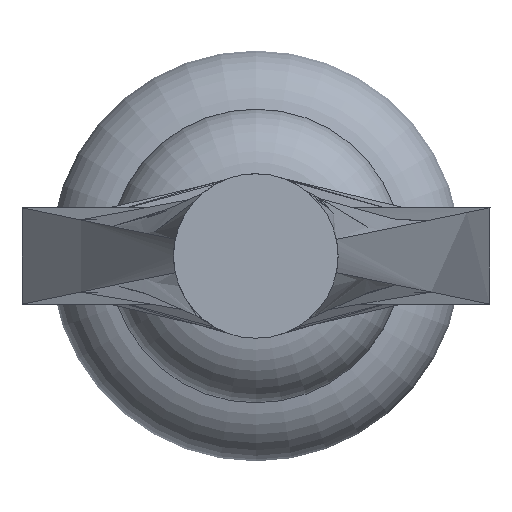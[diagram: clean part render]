
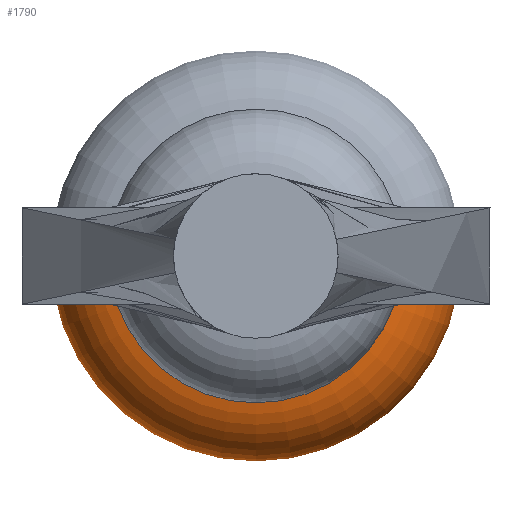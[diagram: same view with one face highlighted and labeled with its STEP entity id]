
A CAD part, front view. The second image highlights one B-rep face of the part: STEP entity #1790.
In plain terms, the highlighted toroidal (fillet/blend) face has major radius 11.5 mm and minor radius 6 mm.
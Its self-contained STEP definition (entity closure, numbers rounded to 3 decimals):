
#76 = ORIENTED_EDGE ( 'NONE', *, *, #8821, .F. ) ;
#156 = DIRECTION ( 'NONE',  ( 0., 0., 1. ) ) ;
#395 = CARTESIAN_POINT ( 'NONE',  ( 12.5, -200.916, 0. ) ) ;
#428 = AXIS2_PLACEMENT_3D ( 'NONE', #6853, #592, #549 ) ;
#488 = EDGE_CURVE ( 'NONE', #7805, #2155, #3580, .T. ) ;
#548 = DIRECTION ( 'NONE',  ( 0., 1., 0. ) ) ;
#549 = DIRECTION ( 'NONE',  ( -1., 0., 0. ) ) ;
#592 = DIRECTION ( 'NONE',  ( 0., 0., -1. ) ) ;
#1444 = DIRECTION ( 'NONE',  ( -1., 0., 0. ) ) ;
#1790 = ADVANCED_FACE ( 'NONE', ( #6671 ), #2589, .T. ) ;
#2042 = AXIS2_PLACEMENT_3D ( 'NONE', #6517, #7392, #3870 ) ;
#2155 = VERTEX_POINT ( 'NONE', #7850 ) ;
#2202 = ORIENTED_EDGE ( 'NONE', *, *, #7621, .T. ) ;
#2589 = TOROIDAL_SURFACE ( 'NONE', #7976, 11.5, 6. ) ;
#2901 = VERTEX_POINT ( 'NONE', #6187 ) ;
#3165 = VERTEX_POINT ( 'NONE', #395 ) ;
#3580 = CIRCLE ( 'NONE', #2042, 12.5 ) ;
#3870 = DIRECTION ( 'NONE',  ( -1., 0., 0. ) ) ;
#4319 = EDGE_LOOP ( 'NONE', ( #6404, #2202, #5495, #76 ) ) ;
#4944 = CIRCLE ( 'NONE', #6581, 6. ) ;
#5495 = ORIENTED_EDGE ( 'NONE', *, *, #8668, .T. ) ;
#5824 = AXIS2_PLACEMENT_3D ( 'NONE', #9574, #548, #1444 ) ;
#6187 = CARTESIAN_POINT ( 'NONE',  ( -12.5, -200.916, 0. ) ) ;
#6404 = ORIENTED_EDGE ( 'NONE', *, *, #488, .F. ) ;
#6461 = CARTESIAN_POINT ( 'NONE',  ( -11.5, -195., 0. ) ) ;
#6517 = CARTESIAN_POINT ( 'NONE',  ( 0., -189.084, 0. ) ) ;
#6581 = AXIS2_PLACEMENT_3D ( 'NONE', #6461, #156, #7242 ) ;
#6671 = FACE_OUTER_BOUND ( 'NONE', #4319, .T. ) ;
#6853 = CARTESIAN_POINT ( 'NONE',  ( 11.5, -195., 0. ) ) ;
#6940 = CARTESIAN_POINT ( 'NONE',  ( 0., -195., 0. ) ) ;
#7242 = DIRECTION ( 'NONE',  ( 1., 0., 0. ) ) ;
#7392 = DIRECTION ( 'NONE',  ( 0., 1., 0. ) ) ;
#7621 = EDGE_CURVE ( 'NONE', #7805, #3165, #9530, .T. ) ;
#7805 = VERTEX_POINT ( 'NONE', #10860 ) ;
#7850 = CARTESIAN_POINT ( 'NONE',  ( -12.5, -189.084, 0. ) ) ;
#7976 = AXIS2_PLACEMENT_3D ( 'NONE', #6940, #8764, #10637 ) ;
#8668 = EDGE_CURVE ( 'NONE', #3165, #2901, #10294, .T. ) ;
#8764 = DIRECTION ( 'NONE',  ( 0., -1., 0. ) ) ;
#8821 = EDGE_CURVE ( 'NONE', #2155, #2901, #4944, .T. ) ;
#9530 = CIRCLE ( 'NONE', #428, 6. ) ;
#9574 = CARTESIAN_POINT ( 'NONE',  ( 0., -200.916, 0. ) ) ;
#10294 = CIRCLE ( 'NONE', #5824, 12.5 ) ;
#10637 = DIRECTION ( 'NONE',  ( -1., 0., 0. ) ) ;
#10860 = CARTESIAN_POINT ( 'NONE',  ( 12.5, -189.084, 0. ) ) ;
